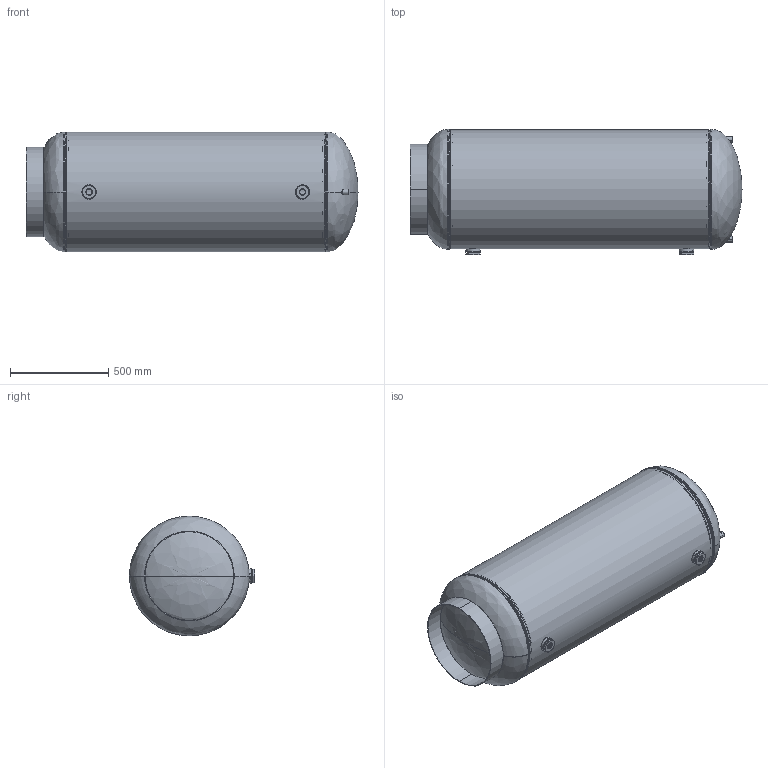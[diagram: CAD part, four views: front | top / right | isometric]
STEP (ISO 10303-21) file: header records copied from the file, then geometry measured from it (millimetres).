
FILE_DESCRIPTION (( 'STEP AP203' ), '1' );
FILE_NAME ('24NA65.STEP', '2021-03-11T14:10:30', ( '' ), ( '' ), 'SwSTEP 2.0', 'SolidWorks 2021', '' );
FILE_SCHEMA (( 'CONFIG_CONTROL_DESIGN' ));
Length unit declared in the file: inch
Products named in the file (8): 99B0458; 99Q0459; 9200142; 9200140; 24NA65; 9500080; Couplings_9500557; 8500010
Assembly tree (10 placements, depth 2):
  24NA65
    99B0458
    9200140
    9200142
    Couplings_9500557  x2
    9500080  x2
    8500010  x2
    99Q0459
Bounding box: 1689.84 x 636.75 x 609.6 mm (x, y, z)
Volume: 11973954.6 mm3; surface area: 7174354.4 mm2
Topology: 10 solids, 10 shells, 500 faces, 1064 edges, 604 vertices
Faces by surface type: cone 224, cylinder 158, plane 64, torus 38, bspline 16
Full cylindrical faces by diameter (mm): 600.1 x1, 606.45 x1
Entity records: 13564 total; most frequent: CARTESIAN_POINT 6147, DIRECTION 1478, ORIENTED_EDGE 1272, EDGE_CURVE 636, AXIS2_PLACEMENT_3D 616, VERTEX_POINT 365, EDGE_LOOP 323, CIRCLE 322
